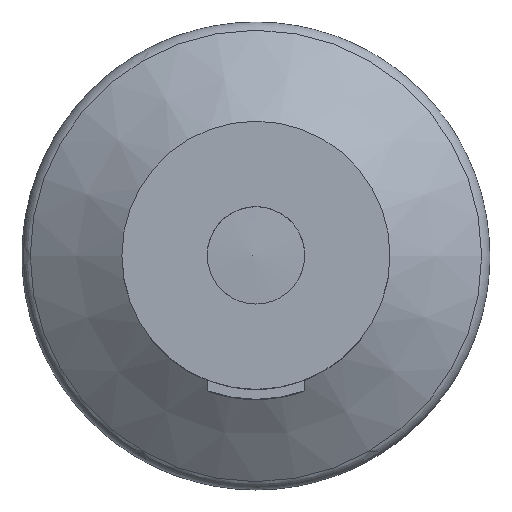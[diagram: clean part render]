
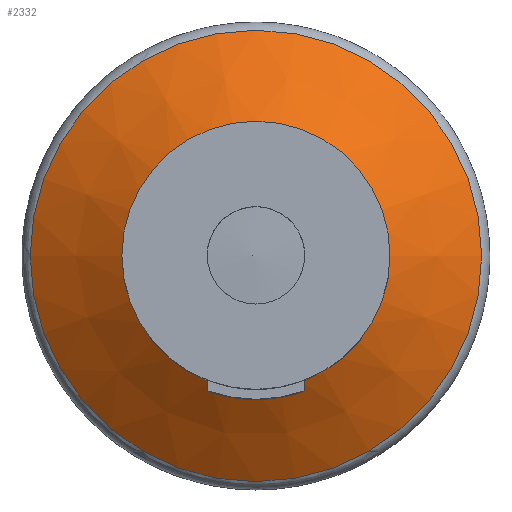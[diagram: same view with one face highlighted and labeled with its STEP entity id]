
A CAD part, top view. The second image highlights one B-rep face of the part: STEP entity #2332.
In plain terms, the highlighted conical face has half-angle 54.997 degrees and reference radius 4.629 mm.
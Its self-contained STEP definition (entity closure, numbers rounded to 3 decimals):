
#42=CONICAL_SURFACE('',#2555,4.629,0.96);
#557=CIRCLE('',#2539,2.75);
#570=CIRCLE('',#2554,4.629);
#757=ORIENTED_EDGE('',*,*,#1455,.T.);
#758=ORIENTED_EDGE('',*,*,#1436,.F.);
#1436=EDGE_CURVE('',#1789,#1789,#557,.T.);
#1455=EDGE_CURVE('',#1791,#1791,#570,.T.);
#1789=VERTEX_POINT('',#4047);
#1791=VERTEX_POINT('',#4106);
#2019=EDGE_LOOP('',(#757));
#2020=EDGE_LOOP('',(#758));
#2176=FACE_BOUND('',#2019,.T.);
#2177=FACE_BOUND('',#2020,.T.);
#2332=ADVANCED_FACE('',(#2176,#2177),#42,.T.);
#2539=AXIS2_PLACEMENT_3D('',#4046,#2936,#2937);
#2554=AXIS2_PLACEMENT_3D('',#4105,#2966,#2967);
#2555=AXIS2_PLACEMENT_3D('',#4107,#2968,#2969);
#2936=DIRECTION('',(0.,0.,1.));
#2937=DIRECTION('',(1.,0.,0.));
#2966=DIRECTION('',(0.,0.,1.));
#2967=DIRECTION('',(1.,0.,0.));
#2968=DIRECTION('',(0.,0.,-1.));
#2969=DIRECTION('',(-1.,0.,0.));
#4046=CARTESIAN_POINT('',(0.,0.,5.6));
#4047=CARTESIAN_POINT('',(2.75,0.,5.6));
#4105=CARTESIAN_POINT('',(0.,0.,4.284));
#4106=CARTESIAN_POINT('',(4.629,0.,4.284));
#4107=CARTESIAN_POINT('',(0.,0.,4.284));
